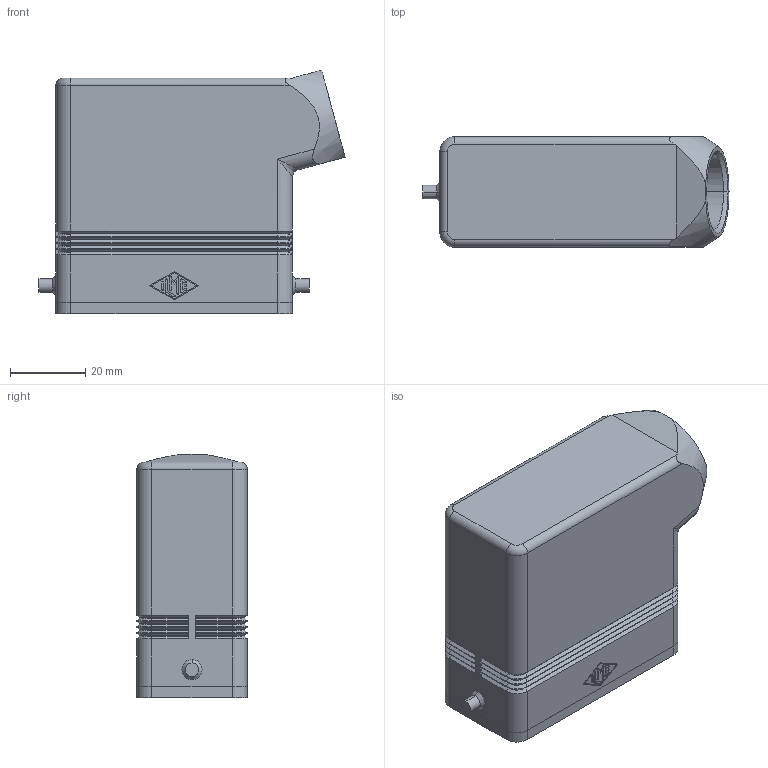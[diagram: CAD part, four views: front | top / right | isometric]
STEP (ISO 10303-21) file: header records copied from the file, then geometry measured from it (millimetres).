
FILE_DESCRIPTION(('Creo Elements/Direct Modeling STEP Export'),'2;1');
FILE_NAME('0ln7uvk49an71q34132','2017-02-21T14:28:14',(''),(''),'PTC Creo Elements/Direct Modeling STEP processor for AP214 (Solid Model)','PTC Creo Elements/Direct Modeling 19.0E 27-Jun-2016 (C) Parametric Technology GmbH','');
FILE_SCHEMA(('AUTOMOTIVE_DESIGN { 1 0 10303 214 1 1 1 1 }'));
Length unit declared in the file: millimetre
Products named in the file (2): MZOE_15_L20
Assembly tree (1 placements, depth 2):
  MZOE_15_L20
    MZOE_15_L20
Bounding box: 81.51 x 29.41 x 64.89 mm (x, y, z)
Volume: 46740.8 mm3; surface area: 26487.6 mm2
Topology: 1 solids, 1 shells, 322 faces, 767 edges, 457 vertices
Faces by surface type: plane 176, cylinder 92, cone 48, bspline 4, torus 2
Entity records: 11961 total; most frequent: CARTESIAN_POINT 2017, ORIENTED_EDGE 1514, DIRECTION 1513, EDGE_CURVE 757, VECTOR 543, LINE 543, AXIS2_PLACEMENT_3D 485, VERTEX_POINT 457
